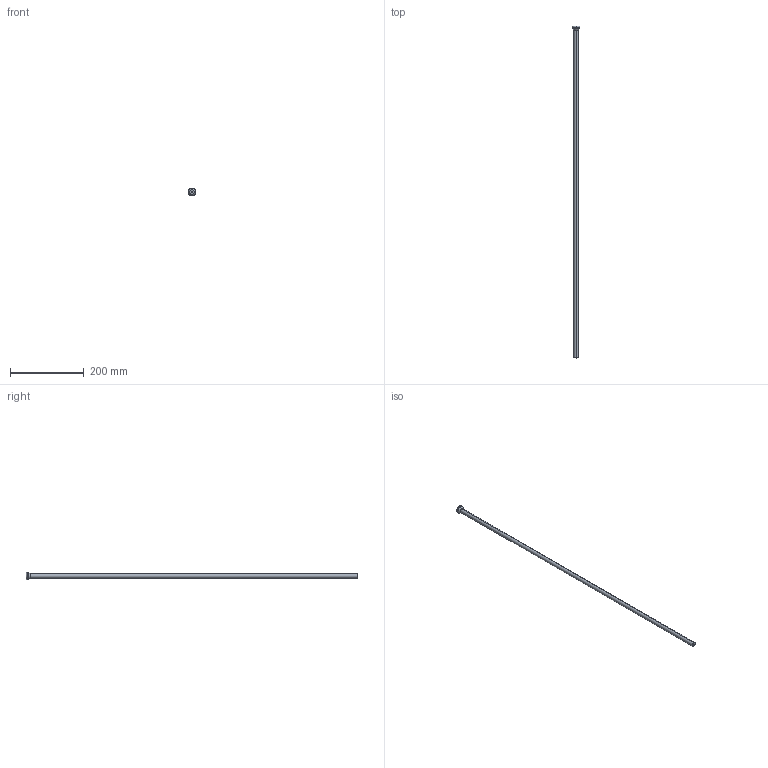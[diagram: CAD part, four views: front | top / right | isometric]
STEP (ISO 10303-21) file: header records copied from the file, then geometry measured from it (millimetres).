
FILE_DESCRIPTION (( 'STEP AP203' ), '1' );
FILE_NAME ('18315-240.step', '2015-09-17T14:52:35', ( '' ), ( '' ), 'SwSTEP 2.0', 'SolidWorks 2015', '' );
FILE_SCHEMA (( 'CONFIG_CONTROL_DESIGN' ));
Length unit declared in the file: millimetre
Products named in the file (1): 18315-240
Bounding box: 21.5 x 900 x 21.5 mm (x, y, z)
Volume: 103539.2 mm3; surface area: 34645.1 mm2
Topology: 1 solids, 1 shells, 236 faces, 622 edges, 412 vertices
Faces by surface type: plane 124, bspline 102, cylinder 4, torus 4, cone 2
Entity records: 12727 total; most frequent: CARTESIAN_POINT 7503, ORIENTED_EDGE 1244, DIRECTION 700, EDGE_CURVE 622, VERTEX_POINT 412, LINE 402, VECTOR 402, EDGE_LOOP 260
